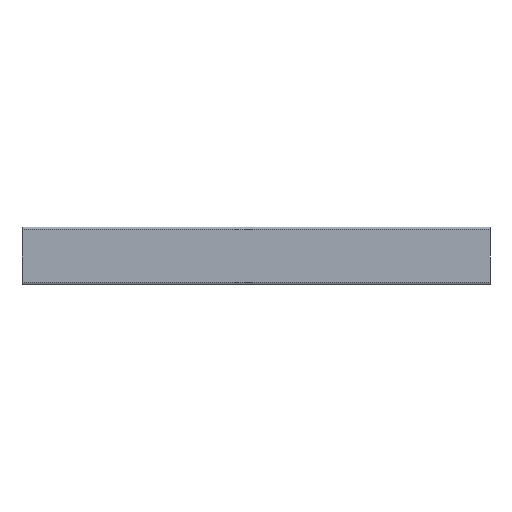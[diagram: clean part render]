
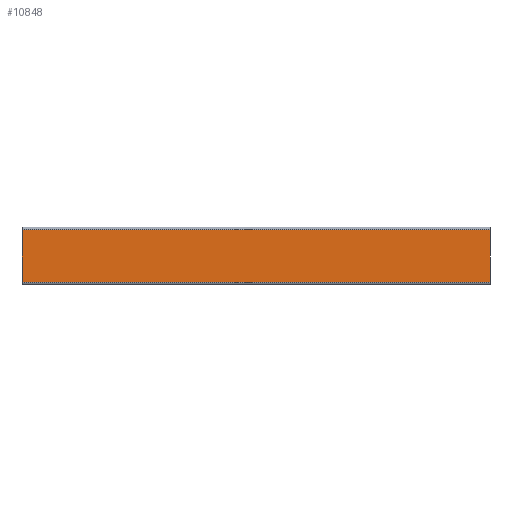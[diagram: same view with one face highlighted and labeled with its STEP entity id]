
A CAD part, front view. The second image highlights one B-rep face of the part: STEP entity #10848.
In plain terms, the highlighted planar face has unit normal (0, -1, 0).
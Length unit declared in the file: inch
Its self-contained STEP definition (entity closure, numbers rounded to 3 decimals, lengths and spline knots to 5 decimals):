
#191 = VECTOR ( 'NONE', #9324, 39.37008 ) ;
#444 = LINE ( 'NONE', #3631, #1223 ) ;
#738 = EDGE_CURVE ( 'NONE', #5979, #10288, #444, .T. ) ;
#813 = LINE ( 'NONE', #1428, #191 ) ;
#872 = LINE ( 'NONE', #2790, #4425 ) ;
#997 = CARTESIAN_POINT ( 'NONE',  ( 0., 0., -3.05 ) ) ;
#1223 = VECTOR ( 'NONE', #4500, 39.37008 ) ;
#1421 = CARTESIAN_POINT ( 'NONE',  ( 31., 0., -0.03 ) ) ;
#1428 = CARTESIAN_POINT ( 'NONE',  ( 4., 0., 0.125 ) ) ;
#2661 = CARTESIAN_POINT ( 'NONE',  ( 4., 0., -0.03 ) ) ;
#2790 = CARTESIAN_POINT ( 'NONE',  ( 31., 0., -0.03 ) ) ;
#2957 = DIRECTION ( 'NONE',  ( 1., 0., 0. ) ) ;
#3528 = EDGE_CURVE ( 'NONE', #9465, #8790, #813, .T. ) ;
#3631 = CARTESIAN_POINT ( 'NONE',  ( 31., 0., -3.08 ) ) ;
#3772 = ORIENTED_EDGE ( 'NONE', *, *, #11073, .T. ) ;
#4057 = CARTESIAN_POINT ( 'NONE',  ( 4., 0., -3.05 ) ) ;
#4283 = CARTESIAN_POINT ( 'NONE',  ( 0., 0., -3.08 ) ) ;
#4425 = VECTOR ( 'NONE', #6733, 39.37008 ) ;
#4500 = DIRECTION ( 'NONE',  ( 0., 0., -1. ) ) ;
#4820 = ORIENTED_EDGE ( 'NONE', *, *, #3528, .F. ) ;
#4859 = EDGE_CURVE ( 'NONE', #9465, #10288, #12417, .T. ) ;
#5073 = VECTOR ( 'NONE', #2957, 39.37008 ) ;
#5351 = FACE_OUTER_BOUND ( 'NONE', #11639, .T. ) ;
#5979 = VERTEX_POINT ( 'NONE', #1421 ) ;
#6091 = CARTESIAN_POINT ( 'NONE',  ( 31., 0., -3.05 ) ) ;
#6733 = DIRECTION ( 'NONE',  ( -1., 0., 0. ) ) ;
#6912 = ORIENTED_EDGE ( 'NONE', *, *, #738, .F. ) ;
#8246 = PLANE ( 'NONE',  #9987 ) ;
#8287 = DIRECTION ( 'NONE',  ( 0., 0., -1. ) ) ;
#8790 = VERTEX_POINT ( 'NONE', #2661 ) ;
#9324 = DIRECTION ( 'NONE',  ( 0., 0., 1. ) ) ;
#9465 = VERTEX_POINT ( 'NONE', #4057 ) ;
#9987 = AXIS2_PLACEMENT_3D ( 'NONE', #4283, #12008, #8287 ) ;
#10288 = VERTEX_POINT ( 'NONE', #6091 ) ;
#10848 = ADVANCED_FACE ( 'NONE', ( #5351 ), #8246, .T. ) ;
#11073 = EDGE_CURVE ( 'NONE', #5979, #8790, #872, .T. ) ;
#11639 = EDGE_LOOP ( 'NONE', ( #4820, #11799, #6912, #3772 ) ) ;
#11799 = ORIENTED_EDGE ( 'NONE', *, *, #4859, .T. ) ;
#12008 = DIRECTION ( 'NONE',  ( 0., -1., 0. ) ) ;
#12417 = LINE ( 'NONE', #997, #5073 ) ;
